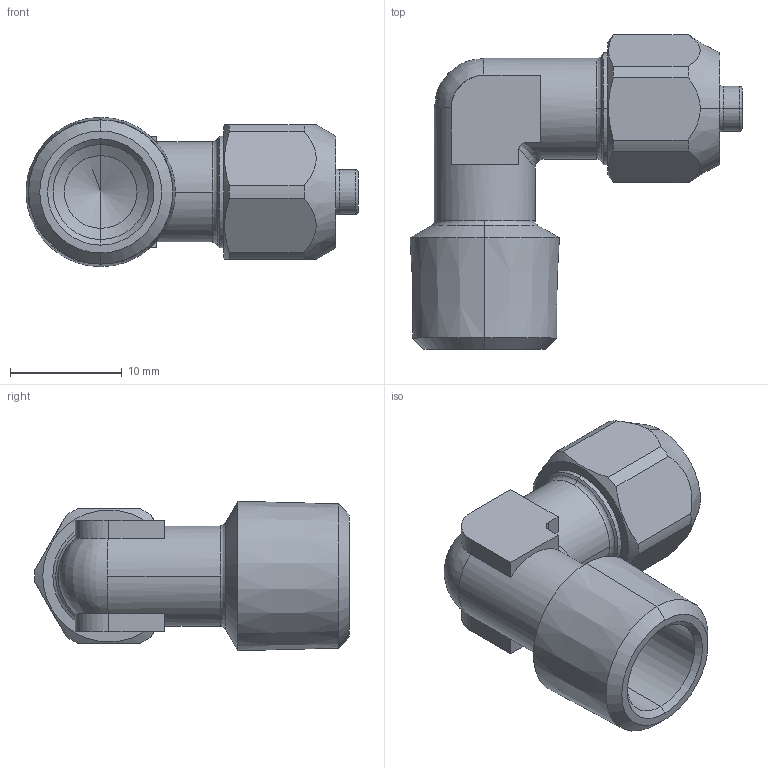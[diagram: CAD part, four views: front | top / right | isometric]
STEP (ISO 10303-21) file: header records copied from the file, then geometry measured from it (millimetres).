
FILE_DESCRIPTION (( 'STEP AP203' ), '1' );
FILE_NAME ('X2040032.STEP', '2011-07-13T07:57:11', ( 'Flavio' ), ( '' ), 'SwSTEP 2.0', 'SolidWorks 2011', '' );
FILE_SCHEMA (( 'CONFIG_CONTROL_DESIGN' ));
Length unit declared in the file: millimetre
Products named in the file (1): X2040032
Bounding box: 29.68 x 28.12 x 13.36 mm (x, y, z)
Volume: 2947.6 mm3; surface area: 2500.7 mm2
Topology: 1 solids, 1 shells, 76 faces, 194 edges, 121 vertices
Faces by surface type: cylinder 24, plane 24, cone 20, torus 6, bspline 2
Entity records: 2683 total; most frequent: CARTESIAN_POINT 804, ORIENTED_EDGE 384, DIRECTION 376, EDGE_CURVE 192, AXIS2_PLACEMENT_3D 147, VERTEX_POINT 121, VECTOR 82, LINE 82
